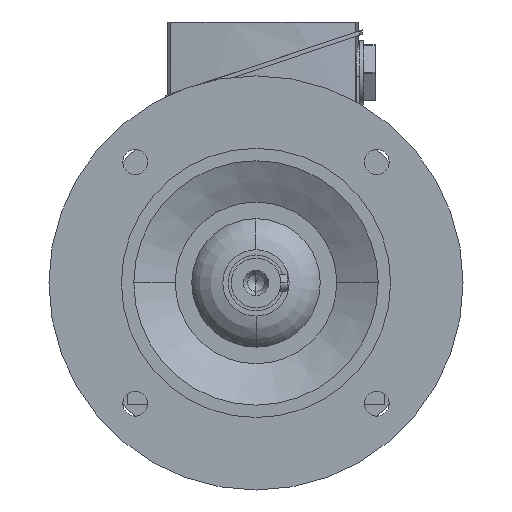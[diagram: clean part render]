
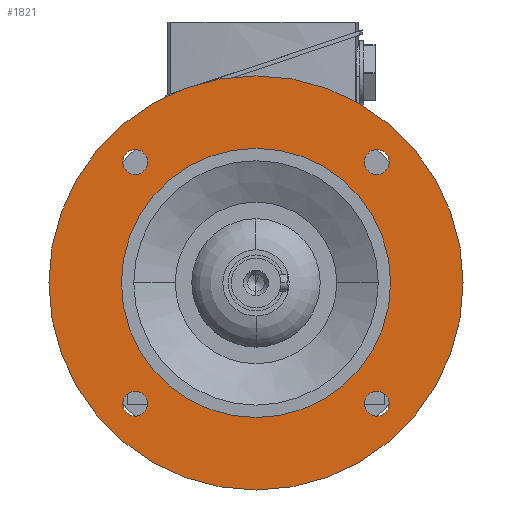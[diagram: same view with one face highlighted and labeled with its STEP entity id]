
A CAD part, left-side view. The second image highlights one B-rep face of the part: STEP entity #1821.
In plain terms, the highlighted planar face has unit normal (-1, 0, 0).
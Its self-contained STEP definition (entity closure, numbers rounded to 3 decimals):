
#1821=ADVANCED_FACE('',(#3667,#3668,#3669,#3670,#3671,#3672),#3673,.T.);
#3667=FACE_BOUND('',#5510,.T.);
#3668=FACE_BOUND('',#5511,.T.);
#3669=FACE_BOUND('',#5512,.T.);
#3670=FACE_BOUND('',#5513,.T.);
#3671=FACE_OUTER_BOUND('',#5514,.T.);
#3672=FACE_BOUND('',#5515,.T.);
#3673=PLANE('',#5516);
#5510=EDGE_LOOP('',(#11279,#11280));
#5511=EDGE_LOOP('',(#11281,#11282));
#5512=EDGE_LOOP('',(#11283,#11284));
#5513=EDGE_LOOP('',(#11285,#11286));
#5514=EDGE_LOOP('',(#11287,#11288));
#5515=EDGE_LOOP('',(#11289,#11290));
#5516=AXIS2_PLACEMENT_3D('',#11291,#11292,#11293);
#11279=ORIENTED_EDGE('',*,*,#13529,.T.);
#11280=ORIENTED_EDGE('',*,*,#11352,.T.);
#11281=ORIENTED_EDGE('',*,*,#13532,.T.);
#11282=ORIENTED_EDGE('',*,*,#11347,.T.);
#11283=ORIENTED_EDGE('',*,*,#13535,.T.);
#11284=ORIENTED_EDGE('',*,*,#11342,.T.);
#11285=ORIENTED_EDGE('',*,*,#13538,.T.);
#11286=ORIENTED_EDGE('',*,*,#11337,.T.);
#11287=ORIENTED_EDGE('',*,*,#11305,.F.);
#11288=ORIENTED_EDGE('',*,*,#13591,.F.);
#11289=ORIENTED_EDGE('',*,*,#11312,.T.);
#11290=ORIENTED_EDGE('',*,*,#13589,.T.);
#11291=CARTESIAN_POINT('',(-34.5,82.5,0.0));
#11292=DIRECTION('',(-1.0,0.0,0.0));
#11293=DIRECTION('',(0.0,-1.0,0.0));
#11305=EDGE_CURVE('',#13595,#13598,#13599,.T.);
#11312=EDGE_CURVE('',#13605,#13609,#13611,.T.);
#11337=EDGE_CURVE('',#13655,#13652,#13656,.T.);
#11342=EDGE_CURVE('',#13664,#13661,#13665,.T.);
#11347=EDGE_CURVE('',#13673,#13670,#13674,.T.);
#11352=EDGE_CURVE('',#13682,#13679,#13683,.T.);
#13529=EDGE_CURVE('',#13679,#13682,#16928,.T.);
#13532=EDGE_CURVE('',#13670,#13673,#16931,.T.);
#13535=EDGE_CURVE('',#13661,#13664,#16934,.T.);
#13538=EDGE_CURVE('',#13652,#13655,#16937,.T.);
#13589=EDGE_CURVE('',#13609,#13605,#16999,.T.);
#13591=EDGE_CURVE('',#13598,#13595,#17001,.T.);
#13595=VERTEX_POINT('',#17005);
#13598=VERTEX_POINT('',#17009);
#13599=CIRCLE('',#17010,100.0);
#13605=VERTEX_POINT('',#17017);
#13609=VERTEX_POINT('',#17022);
#13611=CIRCLE('',#17025,65.0);
#13652=VERTEX_POINT('',#17075);
#13655=VERTEX_POINT('',#17079);
#13656=CIRCLE('',#17080,6.0);
#13661=VERTEX_POINT('',#17086);
#13664=VERTEX_POINT('',#17090);
#13665=CIRCLE('',#17091,6.0);
#13670=VERTEX_POINT('',#17097);
#13673=VERTEX_POINT('',#17101);
#13674=CIRCLE('',#17102,6.0);
#13679=VERTEX_POINT('',#17108);
#13682=VERTEX_POINT('',#17112);
#13683=CIRCLE('',#17113,6.0);
#16928=CIRCLE('',#22861,6.0);
#16931=CIRCLE('',#22864,6.0);
#16934=CIRCLE('',#22867,6.0);
#16937=CIRCLE('',#22870,6.0);
#16999=CIRCLE('',#22972,65.0);
#17001=CIRCLE('',#22974,100.0);
#17005=CARTESIAN_POINT('',(-34.5,100.0,0.0));
#17009=CARTESIAN_POINT('',(-34.5,-100.0,0.));
#17010=AXIS2_PLACEMENT_3D('',#22978,#22979,#22980);
#17017=CARTESIAN_POINT('',(-34.5,65.0,0.0));
#17022=CARTESIAN_POINT('',(-34.5,-65.0,0.));
#17025=AXIS2_PLACEMENT_3D('',#22990,#22991,#22992);
#17075=CARTESIAN_POINT('',(-34.5,-62.579,62.579));
#17079=CARTESIAN_POINT('',(-34.5,-54.094,54.094));
#17080=AXIS2_PLACEMENT_3D('',#23037,#23038,#23039);
#17086=CARTESIAN_POINT('',(-34.5,62.579,62.579));
#17090=CARTESIAN_POINT('',(-34.5,54.094,54.094));
#17091=AXIS2_PLACEMENT_3D('',#23045,#23046,#23047);
#17097=CARTESIAN_POINT('',(-34.5,62.579,-62.579));
#17101=CARTESIAN_POINT('',(-34.5,54.094,-54.094));
#17102=AXIS2_PLACEMENT_3D('',#23053,#23054,#23055);
#17108=CARTESIAN_POINT('',(-34.5,-62.579,-62.579));
#17112=CARTESIAN_POINT('',(-34.5,-54.094,-54.094));
#17113=AXIS2_PLACEMENT_3D('',#23061,#23062,#23063);
#22861=AXIS2_PLACEMENT_3D('',#25505,#25506,#25507);
#22864=AXIS2_PLACEMENT_3D('',#25511,#25512,#25513);
#22867=AXIS2_PLACEMENT_3D('',#25517,#25518,#25519);
#22870=AXIS2_PLACEMENT_3D('',#25523,#25524,#25525);
#22972=AXIS2_PLACEMENT_3D('',#25571,#25572,#25573);
#22974=AXIS2_PLACEMENT_3D('',#25574,#25575,#25576);
#22978=CARTESIAN_POINT('',(-34.5,0.0,0.0));
#22979=DIRECTION('',(1.0,0.0,0.0));
#22980=DIRECTION('',(0.0,1.0,0.0));
#22990=CARTESIAN_POINT('',(-34.5,0.0,0.0));
#22991=DIRECTION('',(1.0,0.0,0.0));
#22992=DIRECTION('',(0.0,1.0,0.0));
#23037=CARTESIAN_POINT('',(-34.5,-58.336,58.336));
#23038=DIRECTION('',(1.0,0.0,-0.0));
#23039=DIRECTION('',(0.0,-0.707,0.707));
#23045=CARTESIAN_POINT('',(-34.5,58.336,58.336));
#23046=DIRECTION('',(1.0,0.0,-0.0));
#23047=DIRECTION('',(0.0,0.707,0.707));
#23053=CARTESIAN_POINT('',(-34.5,58.336,-58.336));
#23054=DIRECTION('',(1.0,-0.0,0.0));
#23055=DIRECTION('',(0.0,0.707,-0.707));
#23061=CARTESIAN_POINT('',(-34.5,-58.336,-58.336));
#23062=DIRECTION('',(1.0,0.0,0.0));
#23063=DIRECTION('',(0.0,-0.707,-0.707));
#25505=CARTESIAN_POINT('',(-34.5,-58.336,-58.336));
#25506=DIRECTION('',(1.0,0.0,0.0));
#25507=DIRECTION('',(0.0,-0.707,-0.707));
#25511=CARTESIAN_POINT('',(-34.5,58.336,-58.336));
#25512=DIRECTION('',(1.0,-0.0,0.0));
#25513=DIRECTION('',(0.0,0.707,-0.707));
#25517=CARTESIAN_POINT('',(-34.5,58.336,58.336));
#25518=DIRECTION('',(1.0,0.0,-0.0));
#25519=DIRECTION('',(0.0,0.707,0.707));
#25523=CARTESIAN_POINT('',(-34.5,-58.336,58.336));
#25524=DIRECTION('',(1.0,0.0,-0.0));
#25525=DIRECTION('',(0.0,-0.707,0.707));
#25571=CARTESIAN_POINT('',(-34.5,0.0,0.0));
#25572=DIRECTION('',(1.0,0.0,0.0));
#25573=DIRECTION('',(0.0,1.0,0.0));
#25574=CARTESIAN_POINT('',(-34.5,0.0,0.0));
#25575=DIRECTION('',(1.0,0.0,0.0));
#25576=DIRECTION('',(0.0,1.0,0.0));
